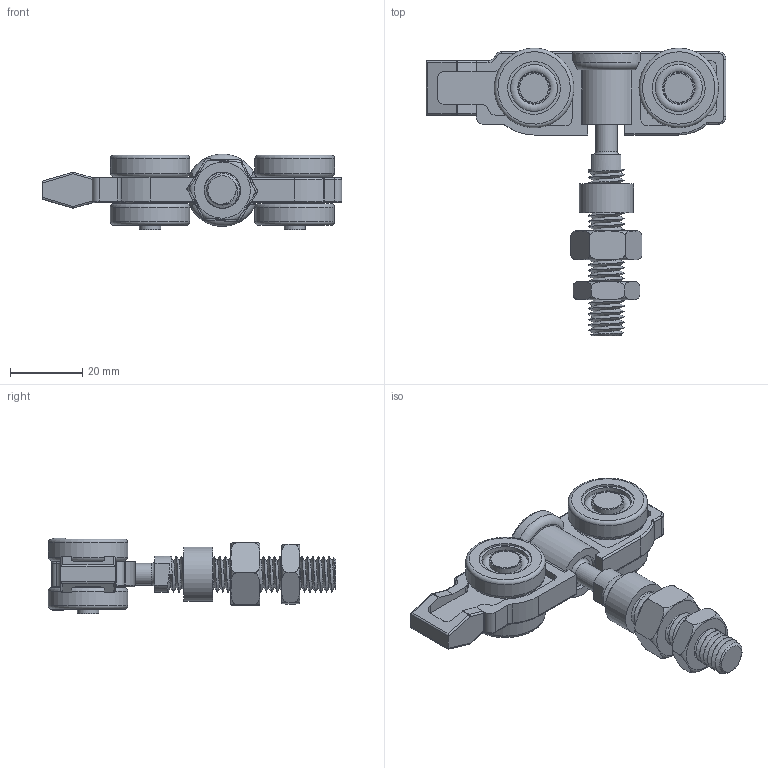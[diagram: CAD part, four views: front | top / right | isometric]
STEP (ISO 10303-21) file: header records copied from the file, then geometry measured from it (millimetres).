
FILE_DESCRIPTION(/* description */ (''),/* implementation_level */ '2;1');
FILE_NAME(/* name */ '9318NLX.stp',/* time_stamp */ '2019-08-08T09:34:22+02:00',/* author */ ('DOMINIQUE'),/* organization */ (''),/* preprocessor_version */ 'ST-DEVELOPER v17.2',/* originating_system */ 'Autodesk Inventor 2019',/* authorisation */ '');
FILE_SCHEMA (('AUTOMOTIVE_DESIGN { 1 0 10303 214 3 1 1 }'));
Length unit declared in the file: millimetre
Products named in the file (1): 9318NLX
Bounding box: 82.8 x 79.5 x 21 mm (x, y, z)
Volume: 25938.8 mm3; surface area: 20102.6 mm2
Topology: 11 solids, 11 shells, 402 faces, 1105 edges, 749 vertices
Faces by surface type: cylinder 188, plane 130, torus 56, cone 18, sphere 6, bspline 4
Full cylindrical faces by diameter (mm): 4.3 x2, 5.9 x2, 6 x5, 6.2 x2, 8 x2, 8.376 x2, 9 x8, 10 x30, 10.2 x1, 10.5 x1, 13 x8, 14.597 x8, 15 x2, 15.5 x1, 22 x4
Entity records: 19195 total; most frequent: CARTESIAN_POINT 8061, DIRECTION 2352, ORIENTED_EDGE 2206, EDGE_CURVE 1103, AXIS2_PLACEMENT_3D 971, VERTEX_POINT 749, CIRCLE 556, EDGE_LOOP 448
